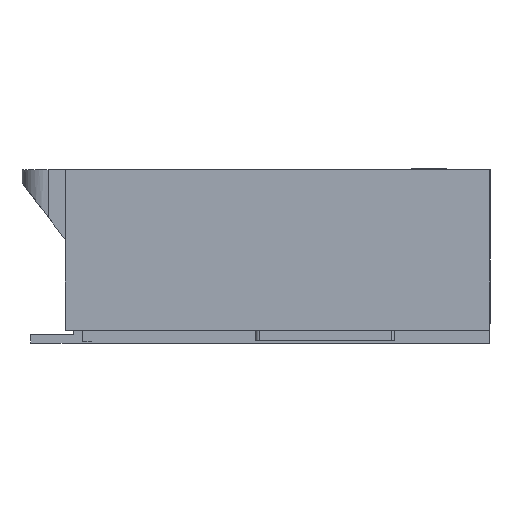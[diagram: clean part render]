
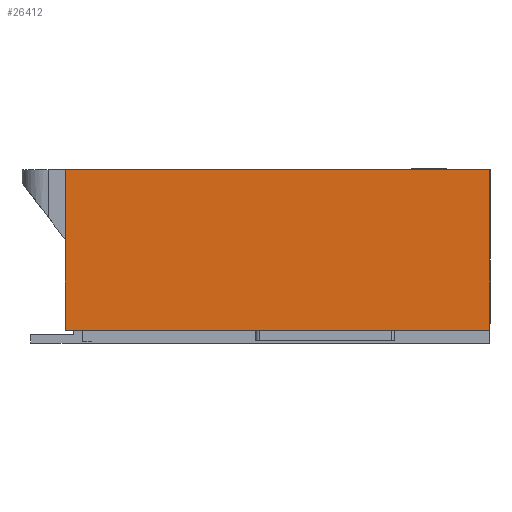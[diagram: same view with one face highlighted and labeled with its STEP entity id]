
A CAD part, left-side view. The second image highlights one B-rep face of the part: STEP entity #26412.
In plain terms, the highlighted planar face has unit normal (-1, 0, 0).
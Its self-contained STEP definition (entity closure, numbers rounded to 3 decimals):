
#662 = CARTESIAN_POINT ( 'NONE',  ( -3.75, -5.15, 2. ) ) ;
#2151 = EDGE_CURVE ( 'NONE', #13313, #18348, #16785, .T. ) ;
#3180 = VECTOR ( 'NONE', #20963, 1000. ) ;
#3355 = CARTESIAN_POINT ( 'NONE',  ( -3.75, -0.25, 0.15 ) ) ;
#3885 = EDGE_CURVE ( 'NONE', #10225, #8655, #22662, .T. ) ;
#6129 = CARTESIAN_POINT ( 'NONE',  ( -3.75, -0.25, 0.15 ) ) ;
#7025 = CARTESIAN_POINT ( 'NONE',  ( -3.75, -0.25, 2. ) ) ;
#8147 = EDGE_CURVE ( 'NONE', #8655, #13313, #8165, .T. ) ;
#8165 = LINE ( 'NONE', #3355, #24271 ) ;
#8329 = LINE ( 'NONE', #30444, #3180 ) ;
#8655 = VERTEX_POINT ( 'NONE', #6129 ) ;
#10225 = VERTEX_POINT ( 'NONE', #7025 ) ;
#10400 = VECTOR ( 'NONE', #21499, 1000. ) ;
#10611 = DIRECTION ( 'NONE',  ( 0., 0., -1. ) ) ;
#10853 = DIRECTION ( 'NONE',  ( 0., 1., 0. ) ) ;
#11513 = AXIS2_PLACEMENT_3D ( 'NONE', #18206, #26058, #10853 ) ;
#13313 = VERTEX_POINT ( 'NONE', #30635 ) ;
#13665 = EDGE_LOOP ( 'NONE', ( #20391, #28383, #22291, #17134 ) ) ;
#16073 = PLANE ( 'NONE',  #11513 ) ;
#16785 = LINE ( 'NONE', #26913, #10400 ) ;
#17134 = ORIENTED_EDGE ( 'NONE', *, *, #3885, .T. ) ;
#18206 = CARTESIAN_POINT ( 'NONE',  ( -3.75, 0., 0. ) ) ;
#18348 = VERTEX_POINT ( 'NONE', #662 ) ;
#18530 = FACE_OUTER_BOUND ( 'NONE', #13665, .T. ) ;
#20391 = ORIENTED_EDGE ( 'NONE', *, *, #8147, .T. ) ;
#20963 = DIRECTION ( 'NONE',  ( 0., 1., 0. ) ) ;
#21499 = DIRECTION ( 'NONE',  ( 0., 0., 1. ) ) ;
#22011 = EDGE_CURVE ( 'NONE', #18348, #10225, #8329, .T. ) ;
#22291 = ORIENTED_EDGE ( 'NONE', *, *, #22011, .T. ) ;
#22662 = LINE ( 'NONE', #29076, #24355 ) ;
#24271 = VECTOR ( 'NONE', #27685, 1000. ) ;
#24355 = VECTOR ( 'NONE', #10611, 1000. ) ;
#26058 = DIRECTION ( 'NONE',  ( 1., 0., 0. ) ) ;
#26412 = ADVANCED_FACE ( 'NONE', ( #18530 ), #16073, .F. ) ;
#26913 = CARTESIAN_POINT ( 'NONE',  ( -3.75, -5.15, 0. ) ) ;
#27685 = DIRECTION ( 'NONE',  ( 0., -1., 0. ) ) ;
#28383 = ORIENTED_EDGE ( 'NONE', *, *, #2151, .T. ) ;
#29076 = CARTESIAN_POINT ( 'NONE',  ( -3.75, -0.25, 0. ) ) ;
#30444 = CARTESIAN_POINT ( 'NONE',  ( -3.75, -5.15, 2. ) ) ;
#30635 = CARTESIAN_POINT ( 'NONE',  ( -3.75, -5.15, 0.15 ) ) ;
